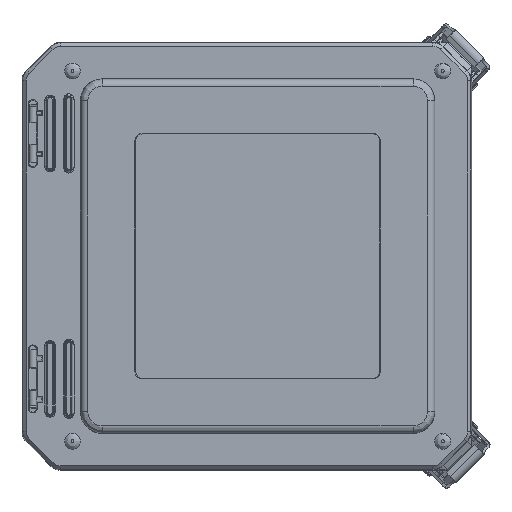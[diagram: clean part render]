
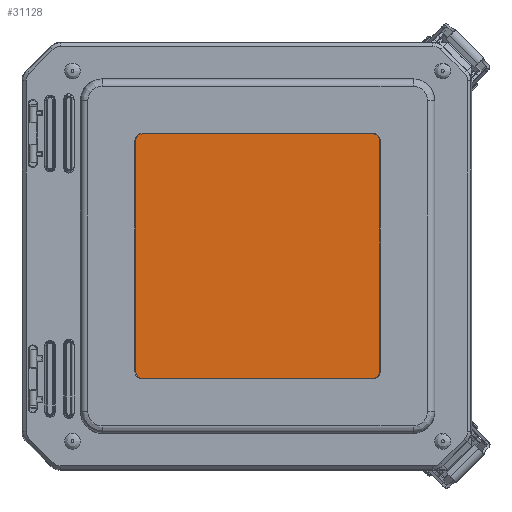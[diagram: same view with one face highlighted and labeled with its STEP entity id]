
A CAD part, top view. The second image highlights one B-rep face of the part: STEP entity #31128.
In plain terms, the highlighted face is planar.
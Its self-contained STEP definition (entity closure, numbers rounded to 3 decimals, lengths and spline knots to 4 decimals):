
#4395=LINE('',#73755,#6561);
#4399=LINE('',#73764,#6565);
#4402=LINE('',#73772,#6568);
#4405=LINE('',#73780,#6571);
#6561=VECTOR('',#43681,4.);
#6565=VECTOR('',#43691,4.);
#6568=VECTOR('',#43700,4.);
#6571=VECTOR('',#43709,4.);
#7357=PLANE('',#34818);
#9364=FACE_OUTER_BOUND('',#11403,.T.);
#11403=EDGE_LOOP('',(#28460,#28461,#28462,#28463,#28464,#28465,#28466,#28467));
#12736=CIRCLE('',#34808,0.115);
#12737=CIRCLE('',#34811,0.115);
#12738=CIRCLE('',#34814,0.115);
#12739=CIRCLE('',#34817,0.115);
#15334=VERTEX_POINT('',#73752);
#15335=VERTEX_POINT('',#73754);
#15336=VERTEX_POINT('',#73758);
#15337=VERTEX_POINT('',#73762);
#15338=VERTEX_POINT('',#73766);
#15339=VERTEX_POINT('',#73770);
#15340=VERTEX_POINT('',#73774);
#15341=VERTEX_POINT('',#73778);
#19750=EDGE_CURVE('',#15334,#15335,#4395,.T.);
#19753=EDGE_CURVE('',#15336,#15334,#12736,.T.);
#19755=EDGE_CURVE('',#15337,#15336,#4399,.T.);
#19757=EDGE_CURVE('',#15338,#15337,#12737,.T.);
#19759=EDGE_CURVE('',#15339,#15338,#4402,.T.);
#19761=EDGE_CURVE('',#15340,#15339,#12738,.T.);
#19763=EDGE_CURVE('',#15341,#15340,#4405,.T.);
#19764=EDGE_CURVE('',#15335,#15341,#12739,.T.);
#28460=ORIENTED_EDGE('',*,*,#19764,.F.);
#28461=ORIENTED_EDGE('',*,*,#19750,.F.);
#28462=ORIENTED_EDGE('',*,*,#19753,.F.);
#28463=ORIENTED_EDGE('',*,*,#19755,.F.);
#28464=ORIENTED_EDGE('',*,*,#19757,.F.);
#28465=ORIENTED_EDGE('',*,*,#19759,.F.);
#28466=ORIENTED_EDGE('',*,*,#19761,.F.);
#28467=ORIENTED_EDGE('',*,*,#19763,.F.);
#31128=ADVANCED_FACE('',(#9364),#7357,.F.);
#34808=AXIS2_PLACEMENT_3D('',#73760,#43686,#43687);
#34811=AXIS2_PLACEMENT_3D('',#73768,#43695,#43696);
#34814=AXIS2_PLACEMENT_3D('',#73776,#43704,#43705);
#34817=AXIS2_PLACEMENT_3D('',#73782,#43712,#43713);
#34818=AXIS2_PLACEMENT_3D('',#73783,#43714,#43715);
#43681=DIRECTION('',(-1.,0.,0.));
#43686=DIRECTION('center_axis',(0.,0.,1.));
#43687=DIRECTION('ref_axis',(1.,0.,0.));
#43691=DIRECTION('',(0.,1.,0.));
#43695=DIRECTION('center_axis',(0.,0.,1.));
#43696=DIRECTION('ref_axis',(0.,-1.,0.));
#43700=DIRECTION('',(1.,0.,0.));
#43704=DIRECTION('center_axis',(0.,0.,1.));
#43705=DIRECTION('ref_axis',(-1.,0.,0.));
#43709=DIRECTION('',(0.,-1.,0.));
#43712=DIRECTION('center_axis',(0.,0.,1.));
#43713=DIRECTION('ref_axis',(0.,1.,0.));
#43714=DIRECTION('center_axis',(0.,0.,1.));
#43715=DIRECTION('ref_axis',(1.,0.,0.));
#73752=CARTESIAN_POINT('',(2.,2.115,0.));
#73754=CARTESIAN_POINT('',(-2.,2.115,0.));
#73755=CARTESIAN_POINT('',(2.,2.115,0.));
#73758=CARTESIAN_POINT('',(2.115,2.,0.));
#73760=CARTESIAN_POINT('Origin',(2.,2.,0.));
#73762=CARTESIAN_POINT('',(2.115,-2.,0.));
#73764=CARTESIAN_POINT('',(2.115,-2.,0.));
#73766=CARTESIAN_POINT('',(2.,-2.115,0.));
#73768=CARTESIAN_POINT('Origin',(2.,-2.,0.));
#73770=CARTESIAN_POINT('',(-2.,-2.115,0.));
#73772=CARTESIAN_POINT('',(-2.,-2.115,0.));
#73774=CARTESIAN_POINT('',(-2.115,-2.,0.));
#73776=CARTESIAN_POINT('Origin',(-2.,-2.,0.));
#73778=CARTESIAN_POINT('',(-2.115,2.,0.));
#73780=CARTESIAN_POINT('',(-2.115,2.,0.));
#73782=CARTESIAN_POINT('Origin',(-2.,2.,0.));
#73783=CARTESIAN_POINT('Origin',(0.,0.,0.));
